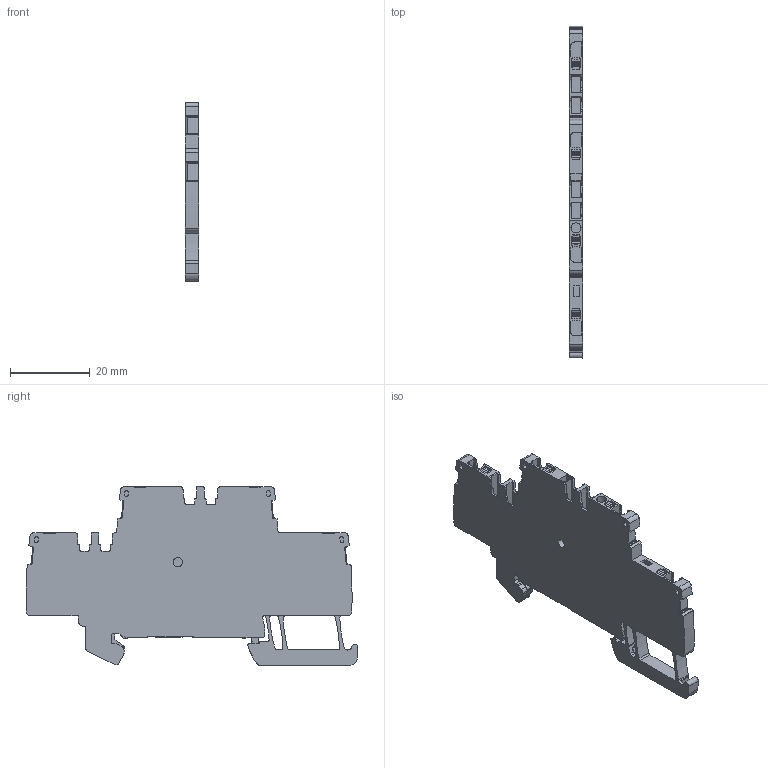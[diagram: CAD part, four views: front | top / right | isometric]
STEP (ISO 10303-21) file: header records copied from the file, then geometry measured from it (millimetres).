
FILE_DESCRIPTION(('CATIA V5R24 STEP','CAx-IF Rec.Pracs.--- Model Styling and Organization---1.2---2011-12-15'),'2;1');
FILE_NAME ('D1462697_0', '2016-12-19T07:31:08+00:00', ('Weidmueller Interface'), ('Weidmueller'), 'CATIA Version 5-6 Release 2014 SP4 HF52', 'CATIA V5 STEP AP214', 'none');
FILE_SCHEMA(('AUTOMOTIVE_DESIGN { 1 0 10303 214 1 1 1 1 }'));
Length unit declared in the file: millimetre
Products named in the file (1): v5-standard_part
Bounding box: 3.5 x 83.47 x 44.95 mm (x, y, z)
Volume: 7923 mm3; surface area: 9088.7 mm2
Topology: 6 solids, 6 shells, 1061 faces, 3040 edges, 1992 vertices
Faces by surface type: cylinder 506, plane 491, extrusion 24, torus 24, sphere 16
Entity records: 35023 total; most frequent: CARTESIAN_POINT 7625, ORIENTED_EDGE 6056, DIRECTION 4526, EDGE_CURVE 3028, VERTEX_POINT 1992, VECTOR 1918, LINE 1894, AXIS2_PLACEMENT_3D 1764
